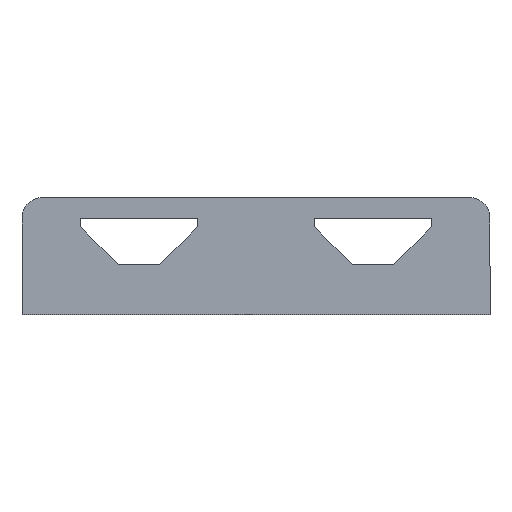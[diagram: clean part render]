
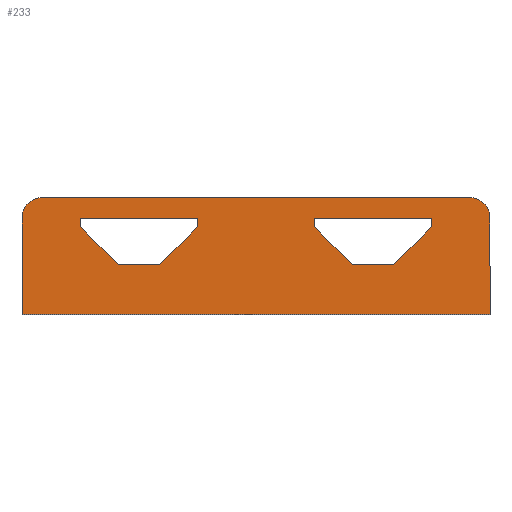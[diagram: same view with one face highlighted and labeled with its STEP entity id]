
A CAD part, top view. The second image highlights one B-rep face of the part: STEP entity #233.
In plain terms, the highlighted planar face has unit normal (0, 0, 1).
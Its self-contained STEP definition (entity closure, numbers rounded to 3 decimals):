
#49=CARTESIAN_POINT('',(36.5,20.0,0.5));
#50=VERTEX_POINT('',#49);
#51=CARTESIAN_POINT('',(40.,16.5,0.5));
#52=VERTEX_POINT('',#51);
#53=CARTESIAN_POINT('',(36.5,16.5,0.5));
#54=DIRECTION('',(0.0,0.0,-1.0));
#55=DIRECTION('',(0.707,0.707,0.0));
#56=AXIS2_PLACEMENT_3D('',#53,#54,#55);
#57=CIRCLE('',#56,3.5);
#58=EDGE_CURVE('',#50,#52,#57,.T.);
#86=CARTESIAN_POINT('',(0.,10.,0.5));
#87=DIRECTION('',(0.0,0.0,1.0));
#88=DIRECTION('',(1.0,0.0,0.0));
#89=AXIS2_PLACEMENT_3D('',#86,#87,#88);
#90=PLANE('',#89);
#91=ORIENTED_EDGE('',*,*,#58,.F.);
#92=CARTESIAN_POINT('',(-36.5,20.0,0.5));
#93=VERTEX_POINT('',#92);
#94=CARTESIAN_POINT('',(-36.5,20.0,0.5));
#95=DIRECTION('',(1.0,0.0,0.0));
#96=VECTOR('',#95,73.);
#97=LINE('',#94,#96);
#98=EDGE_CURVE('',#93,#50,#97,.T.);
#99=ORIENTED_EDGE('',*,*,#98,.F.);
#100=CARTESIAN_POINT('',(-40.,16.5,0.5));
#101=VERTEX_POINT('',#100);
#102=CARTESIAN_POINT('',(-36.5,16.5,0.5));
#103=DIRECTION('',(0.0,0.0,-1.));
#104=DIRECTION('',(-0.707,0.707,0.0));
#105=AXIS2_PLACEMENT_3D('',#102,#103,#104);
#106=CIRCLE('',#105,3.5);
#107=EDGE_CURVE('',#101,#93,#106,.T.);
#108=ORIENTED_EDGE('',*,*,#107,.F.);
#109=CARTESIAN_POINT('',(-40.0,0.0,0.5));
#110=VERTEX_POINT('',#109);
#111=CARTESIAN_POINT('',(-40.0,0.0,0.5));
#112=DIRECTION('',(0.0,1.0,0.0));
#113=VECTOR('',#112,16.5);
#114=LINE('',#111,#113);
#115=EDGE_CURVE('',#110,#101,#114,.T.);
#116=ORIENTED_EDGE('',*,*,#115,.F.);
#117=CARTESIAN_POINT('',(40.0,0.0,0.5));
#118=VERTEX_POINT('',#117);
#119=CARTESIAN_POINT('',(40.0,0.0,0.5));
#120=DIRECTION('',(-1.0,0.0,0.0));
#121=VECTOR('',#120,80.0);
#122=LINE('',#119,#121);
#123=EDGE_CURVE('',#118,#110,#122,.T.);
#124=ORIENTED_EDGE('',*,*,#123,.F.);
#125=CARTESIAN_POINT('',(40.,16.5,0.5));
#126=DIRECTION('',(0.0,-1.0,0.0));
#127=VECTOR('',#126,16.5);
#128=LINE('',#125,#127);
#129=EDGE_CURVE('',#52,#118,#128,.T.);
#130=ORIENTED_EDGE('',*,*,#129,.F.);
#131=EDGE_LOOP('',(#91,#99,#108,#116,#124,#130));
#132=FACE_OUTER_BOUND('',#131,.T.);
#133=CARTESIAN_POINT('',(-30.,16.4,0.5));
#134=VERTEX_POINT('',#133);
#135=CARTESIAN_POINT('',(-10.,16.4,0.5));
#136=VERTEX_POINT('',#135);
#137=CARTESIAN_POINT('',(-30.,16.4,0.5));
#138=DIRECTION('',(1.0,0.0,0.0));
#139=VECTOR('',#138,20.0);
#140=LINE('',#137,#139);
#141=EDGE_CURVE('',#134,#136,#140,.T.);
#142=ORIENTED_EDGE('',*,*,#141,.T.);
#143=CARTESIAN_POINT('',(-10.,14.986,0.5));
#144=VERTEX_POINT('',#143);
#145=CARTESIAN_POINT('',(-10.,16.4,0.5));
#146=DIRECTION('',(0.0,-1.0,0.0));
#147=VECTOR('',#146,1.414);
#148=LINE('',#145,#147);
#149=EDGE_CURVE('',#136,#144,#148,.T.);
#150=ORIENTED_EDGE('',*,*,#149,.T.);
#151=CARTESIAN_POINT('',(-16.486,8.5,0.5));
#152=VERTEX_POINT('',#151);
#153=CARTESIAN_POINT('',(-10.,14.986,0.5));
#154=DIRECTION('',(-0.707,-0.707,0.0));
#155=VECTOR('',#154,9.173);
#156=LINE('',#153,#155);
#157=EDGE_CURVE('',#144,#152,#156,.T.);
#158=ORIENTED_EDGE('',*,*,#157,.T.);
#159=CARTESIAN_POINT('',(-23.514,8.5,0.5));
#160=VERTEX_POINT('',#159);
#161=CARTESIAN_POINT('',(-16.486,8.5,0.5));
#162=DIRECTION('',(-1.0,0.0,0.0));
#163=VECTOR('',#162,7.028);
#164=LINE('',#161,#163);
#165=EDGE_CURVE('',#152,#160,#164,.T.);
#166=ORIENTED_EDGE('',*,*,#165,.T.);
#167=CARTESIAN_POINT('',(-30.,14.986,0.5));
#168=VERTEX_POINT('',#167);
#169=CARTESIAN_POINT('',(-23.514,8.5,0.5));
#170=DIRECTION('',(-0.707,0.707,0.0));
#171=VECTOR('',#170,9.173);
#172=LINE('',#169,#171);
#173=EDGE_CURVE('',#160,#168,#172,.T.);
#174=ORIENTED_EDGE('',*,*,#173,.T.);
#175=CARTESIAN_POINT('',(-30.,14.986,0.5));
#176=DIRECTION('',(0.0,1.0,0.0));
#177=VECTOR('',#176,1.414);
#178=LINE('',#175,#177);
#179=EDGE_CURVE('',#168,#134,#178,.T.);
#180=ORIENTED_EDGE('',*,*,#179,.T.);
#181=EDGE_LOOP('',(#142,#150,#158,#166,#174,#180));
#182=FACE_BOUND('',#181,.T.);
#183=CARTESIAN_POINT('',(10.,16.4,0.5));
#184=VERTEX_POINT('',#183);
#185=CARTESIAN_POINT('',(30.,16.4,0.5));
#186=VERTEX_POINT('',#185);
#187=CARTESIAN_POINT('',(10.,16.4,0.5));
#188=DIRECTION('',(1.0,0.0,0.0));
#189=VECTOR('',#188,20.0);
#190=LINE('',#187,#189);
#191=EDGE_CURVE('',#184,#186,#190,.T.);
#192=ORIENTED_EDGE('',*,*,#191,.T.);
#193=CARTESIAN_POINT('',(30.,14.986,0.5));
#194=VERTEX_POINT('',#193);
#195=CARTESIAN_POINT('',(30.,16.4,0.5));
#196=DIRECTION('',(0.0,-1.0,0.0));
#197=VECTOR('',#196,1.414);
#198=LINE('',#195,#197);
#199=EDGE_CURVE('',#186,#194,#198,.T.);
#200=ORIENTED_EDGE('',*,*,#199,.T.);
#201=CARTESIAN_POINT('',(23.514,8.5,0.5));
#202=VERTEX_POINT('',#201);
#203=CARTESIAN_POINT('',(30.,14.986,0.5));
#204=DIRECTION('',(-0.707,-0.707,0.0));
#205=VECTOR('',#204,9.173);
#206=LINE('',#203,#205);
#207=EDGE_CURVE('',#194,#202,#206,.T.);
#208=ORIENTED_EDGE('',*,*,#207,.T.);
#209=CARTESIAN_POINT('',(16.486,8.5,0.5));
#210=VERTEX_POINT('',#209);
#211=CARTESIAN_POINT('',(23.514,8.5,0.5));
#212=DIRECTION('',(-1.0,0.0,0.0));
#213=VECTOR('',#212,7.028);
#214=LINE('',#211,#213);
#215=EDGE_CURVE('',#202,#210,#214,.T.);
#216=ORIENTED_EDGE('',*,*,#215,.T.);
#217=CARTESIAN_POINT('',(10.,14.986,0.5));
#218=VERTEX_POINT('',#217);
#219=CARTESIAN_POINT('',(16.486,8.5,0.5));
#220=DIRECTION('',(-0.707,0.707,0.0));
#221=VECTOR('',#220,9.173);
#222=LINE('',#219,#221);
#223=EDGE_CURVE('',#210,#218,#222,.T.);
#224=ORIENTED_EDGE('',*,*,#223,.T.);
#225=CARTESIAN_POINT('',(10.,14.986,0.5));
#226=DIRECTION('',(0.0,1.0,0.0));
#227=VECTOR('',#226,1.414);
#228=LINE('',#225,#227);
#229=EDGE_CURVE('',#218,#184,#228,.T.);
#230=ORIENTED_EDGE('',*,*,#229,.T.);
#231=EDGE_LOOP('',(#192,#200,#208,#216,#224,#230));
#232=FACE_BOUND('',#231,.T.);
#233=ADVANCED_FACE('',(#132,#182,#232),#90,.T.);
